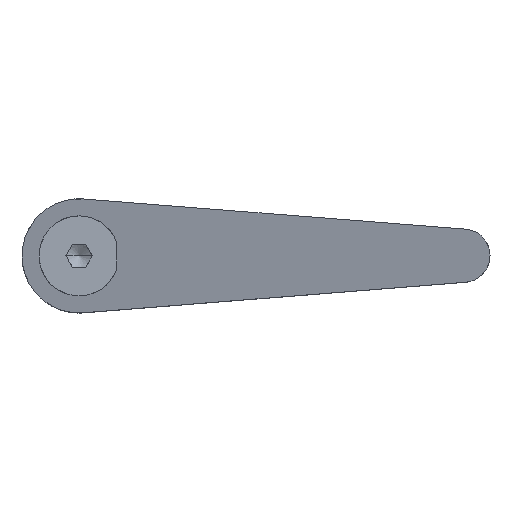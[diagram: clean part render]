
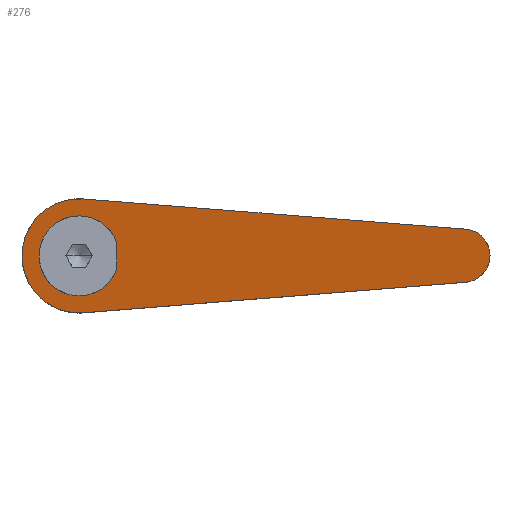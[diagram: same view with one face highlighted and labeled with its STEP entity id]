
A CAD part, top view. The second image highlights one B-rep face of the part: STEP entity #276.
In plain terms, the highlighted planar face has unit normal (-0.26, 0, 0.966).
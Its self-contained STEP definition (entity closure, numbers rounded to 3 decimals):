
#248=EDGE_CURVE('',#458,#422,#658,.T.);
#262=EDGE_CURVE('',#270,#560,#672,.T.);
#270=VERTEX_POINT('',#681);
#276=ADVANCED_FACE('',(#689,#690),#691,.F.);
#306=EDGE_CURVE('',#510,#458,#722,.T.);
#310=EDGE_CURVE('',#560,#322,#726,.T.);
#322=VERTEX_POINT('',#738);
#324=EDGE_CURVE('',#352,#594,#740,.T.);
#352=VERTEX_POINT('',#768);
#372=EDGE_CURVE('',#322,#352,#789,.T.);
#400=EDGE_CURVE('',#422,#588,#823,.T.);
#422=VERTEX_POINT('',#848);
#458=VERTEX_POINT('',#892);
#504=EDGE_CURVE('',#588,#510,#940,.T.);
#510=VERTEX_POINT('',#946);
#560=VERTEX_POINT('',#1003);
#588=VERTEX_POINT('',#1035);
#592=EDGE_CURVE('',#594,#270,#1040,.T.);
#594=VERTEX_POINT('',#1042);
#658=ELLIPSE('',#1105,10.874,10.5);
#672=LINE('',#1124,#1125);
#681=CARTESIAN_POINT('',(101.554,6.978,155.167));
#689=FACE_OUTER_BOUND('',#1146,.T.);
#690=FACE_BOUND('',#1147,.T.);
#691=PLANE('',#1148);
#722=LINE('',#1194,#1195);
#726=ELLIPSE('',#1200,15.534,15.0);
#738=CARTESIAN_POINT('',(-15.0,0.,123.8));
#740=LINE('',#1222,#1223);
#768=CARTESIAN_POINT('',(1.188,-14.953,128.157));
#789=ELLIPSE('',#1299,15.534,15.0);
#823=ELLIPSE('',#1351,10.874,10.5);
#848=CARTESIAN_POINT('',(0.,10.5,127.837));
#892=CARTESIAN_POINT('',(9.896,3.511,130.5));
#940=ELLIPSE('',#1537,10.874,10.5);
#946=CARTESIAN_POINT('',(9.896,-3.511,130.5));
#1003=CARTESIAN_POINT('',(1.188,14.953,128.157));
#1035=CARTESIAN_POINT('',(0.,-10.5,127.837));
#1040=ELLIPSE('',#1668,7.249,7.0);
#1042=CARTESIAN_POINT('',(101.554,-6.978,155.167));
#1105=AXIS2_PLACEMENT_3D('',#1756,#1757,#1758);
#1124=CARTESIAN_POINT('',(56.602,10.55,143.07));
#1125=VECTOR('',#1761,1.0);
#1146=EDGE_LOOP('',(#1789,#1790,#1791,#1792,#1793));
#1147=EDGE_LOOP('',(#1794,#1795,#1796,#1797));
#1148=AXIS2_PLACEMENT_3D('',#1798,#1799,#1800);
#1194=CARTESIAN_POINT('',(9.896,0.,130.5));
#1195=VECTOR('',#1826,1.0);
#1200=AXIS2_PLACEMENT_3D('',#1827,#1828,#1829);
#1222=CARTESIAN_POINT('',(103.416,-6.83,155.668));
#1223=VECTOR('',#1836,1.0);
#1299=AXIS2_PLACEMENT_3D('',#1868,#1869,#1870);
#1351=AXIS2_PLACEMENT_3D('',#1920,#1921,#1922);
#1537=AXIS2_PLACEMENT_3D('',#2059,#2060,#2061);
#1668=AXIS2_PLACEMENT_3D('',#2176,#2177,#2178);
#1756=CARTESIAN_POINT('',(0.,0.,127.837));
#1757=DIRECTION('',(-0.26,0.,0.966));
#1758=DIRECTION('',(-0.966,0.0,-0.26));
#1761=DIRECTION('',(-0.963,0.077,-0.259));
#1789=ORIENTED_EDGE('',*,*,#310,.T.);
#1790=ORIENTED_EDGE('',*,*,#372,.T.);
#1791=ORIENTED_EDGE('',*,*,#324,.T.);
#1792=ORIENTED_EDGE('',*,*,#592,.T.);
#1793=ORIENTED_EDGE('',*,*,#262,.T.);
#1794=ORIENTED_EDGE('',*,*,#248,.F.);
#1795=ORIENTED_EDGE('',*,*,#306,.F.);
#1796=ORIENTED_EDGE('',*,*,#504,.F.);
#1797=ORIENTED_EDGE('',*,*,#400,.F.);
#1798=CARTESIAN_POINT('',(48.966,0.,141.015));
#1799=DIRECTION('',(0.26,0.,-0.966));
#1800=DIRECTION('',(0.251,0.966,0.068));
#1826=DIRECTION('',(0.,1.0,0.0));
#1827=CARTESIAN_POINT('',(0.,0.,127.837));
#1828=DIRECTION('',(-0.26,0.,0.966));
#1829=DIRECTION('',(-0.966,0.,-0.26));
#1836=DIRECTION('',(0.963,0.077,0.259));
#1868=CARTESIAN_POINT('',(0.,0.,127.837));
#1869=DIRECTION('',(-0.26,0.,0.966));
#1870=DIRECTION('',(-0.966,0.,-0.26));
#1920=CARTESIAN_POINT('',(0.,0.,127.837));
#1921=DIRECTION('',(-0.26,0.,0.966));
#1922=DIRECTION('',(-0.966,0.0,-0.26));
#2059=CARTESIAN_POINT('',(0.,0.,127.837));
#2060=DIRECTION('',(-0.26,0.,0.966));
#2061=DIRECTION('',(-0.966,0.0,-0.26));
#2176=CARTESIAN_POINT('',(101.0,0.0,155.018));
#2177=DIRECTION('',(-0.26,0.,0.966));
#2178=DIRECTION('',(0.966,0.,0.26));
